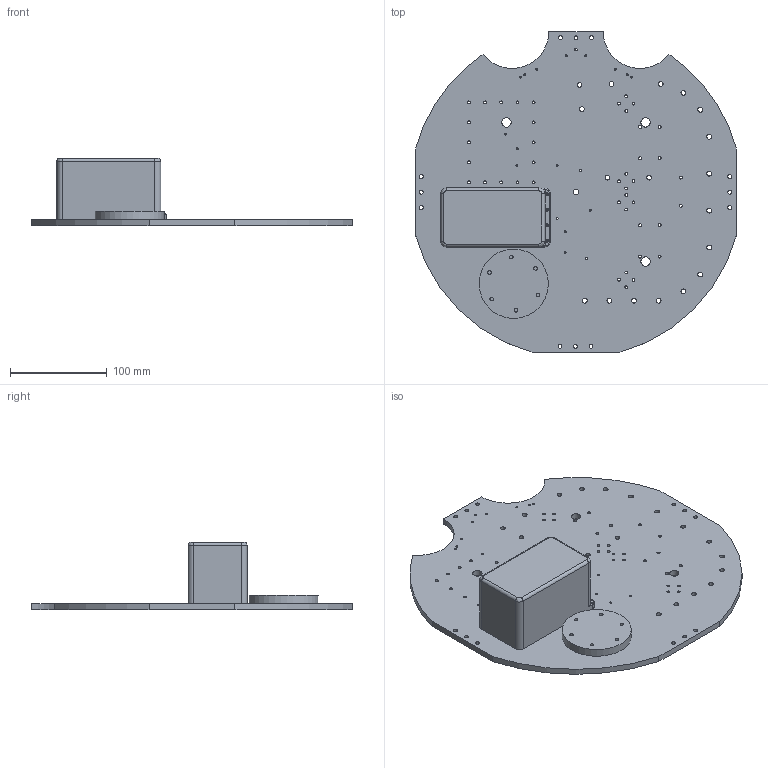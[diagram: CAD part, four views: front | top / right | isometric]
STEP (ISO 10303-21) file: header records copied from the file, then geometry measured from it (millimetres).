
FILE_DESCRIPTION(/* description */ (''),/* implementation_level */ '2;1');
FILE_NAME(/* name */ 'BasePlate2.stp',/* time_stamp */ '2018-06-10T05:19:30-04:00',/* author */ (''),/* organization */ (''),/* preprocessor_version */ 'ST-DEVELOPER v16',/* originating_system */ 'SIEMENS PLM Software NX 11.0',/* authorisation */ '');
FILE_SCHEMA (('AUTOMOTIVE_DESIGN { 1 0 10303 214 3 1 1 1 }'));
Length unit declared in the file: inch
Products named in the file (2): 106_step; BasePlate
Assembly tree (4 placements, depth 2):
  BasePlate
    106_step  x4
Bounding box: 331.22 x 331.22 x 69.7 mm (x, y, z)
Volume: 716443.5 mm3; surface area: 253325.7 mm2
Topology: 8 solids, 10 shells, 720 faces, 1695 edges, 1114 vertices
Faces by surface type: cylinder 453, plane 189, cone 52, bspline 22, torus 4
Full cylindrical faces by diameter (mm): 2.032 x8, 2.1 x10, 2.845 x13, 2.852 x3, 2.946 x18, 3 x18, 3.175 x8, 3.658 x6, 3.7 x26, 4.064 x12, 4.572 x10, 4.762 x4, 4.978 x14, 6 x6, 6.096 x39, 6.35 x20, 8.382 x14, 8.636 x12, 9.652 x3, 71.5 x1
Entity records: 14862 total; most frequent: CARTESIAN_POINT 3770, DIRECTION 2380, ORIENTED_EDGE 1722, EDGE_LOOP 1126, AXIS2_PLACEMENT_3D 1118, FACE_BOUND 964, EDGE_CURVE 861, VERTEX_POINT 719
